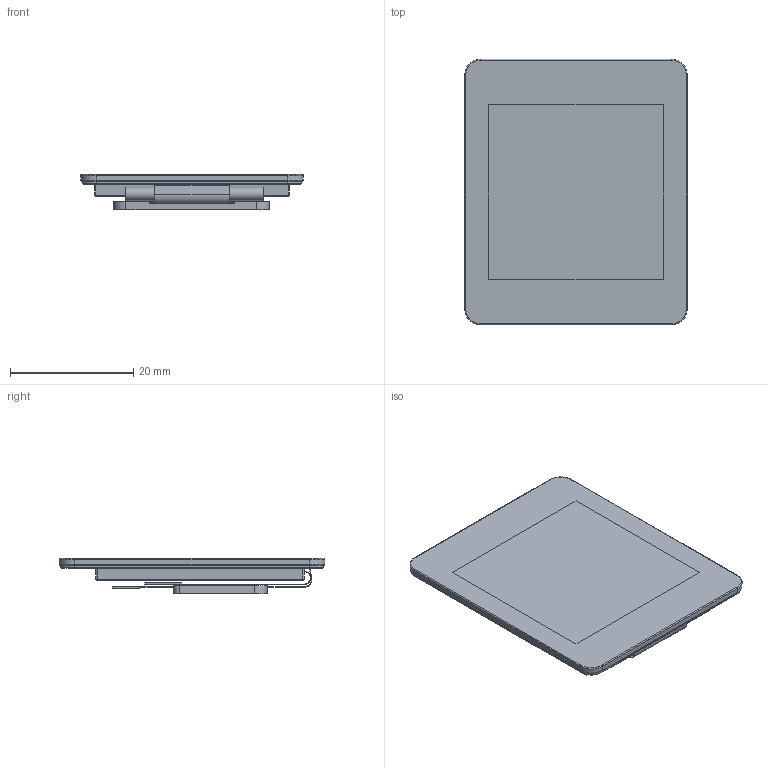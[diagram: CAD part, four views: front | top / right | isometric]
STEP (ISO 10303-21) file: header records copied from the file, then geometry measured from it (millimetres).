
FILE_DESCRIPTION(/* description */ (''),/* implementation_level */ '2;1');
FILE_NAME(/* name */ '3D_RVT15MDTNWC00-B_Rev.1.0.stp',/* time_stamp */ '2024-10-23T14:54:56+02:00',/* author */ ('Mateusz Natywa'),/* organization */ (''),/* preprocessor_version */ 'ST-DEVELOPER v17',/* originating_system */ 'Autodesk Inventor 2019',/* authorisation */ '');
FILE_SCHEMA (('CONFIG_CONTROL_DESIGN'));
Length unit declared in the file: millimetre
Products named in the file (1): 3D_RVT15MDTNWC00-B_Rev.1.0
Bounding box: 36 x 43 x 5.69 mm (x, y, z)
Volume: 5059.6 mm3; surface area: 8285.3 mm2
Topology: 6 solids, 6 shells, 255 faces, 669 edges, 438 vertices
Faces by surface type: plane 191, cylinder 47, bspline 9, torus 8
Entity records: 7984 total; most frequent: CARTESIAN_POINT 1420, ORIENTED_EDGE 1338, DIRECTION 1279, EDGE_CURVE 669, LINE 553, VECTOR 553, VERTEX_POINT 438, AXIS2_PLACEMENT_3D 363
